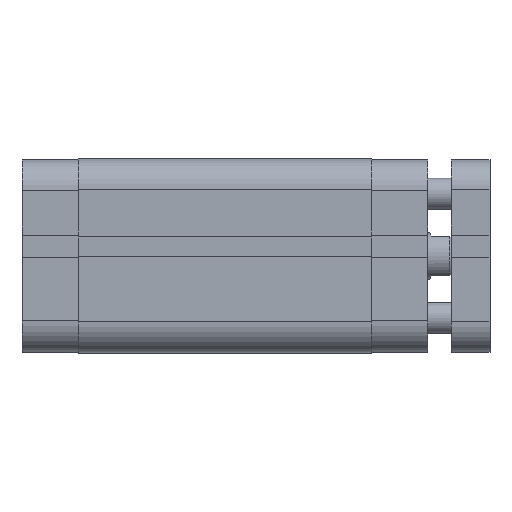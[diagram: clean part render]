
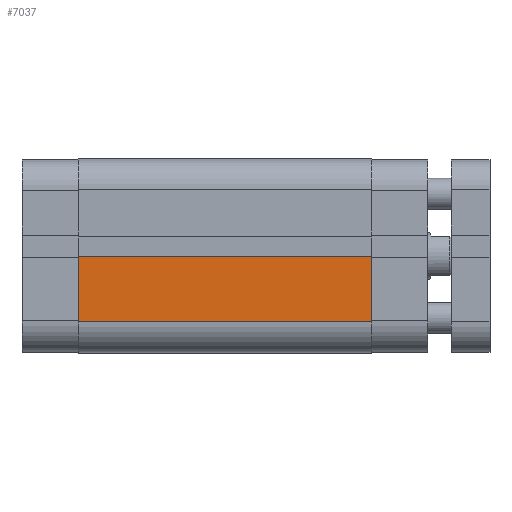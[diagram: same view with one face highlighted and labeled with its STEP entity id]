
A CAD part, top view. The second image highlights one B-rep face of the part: STEP entity #7037.
In plain terms, the highlighted face is planar.
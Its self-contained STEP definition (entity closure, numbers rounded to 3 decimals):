
#660 = EDGE_LOOP ( 'NONE', ( #4355, #4231, #4065, #4143 ) ) ;
#1298 = CARTESIAN_POINT ( 'NONE',  ( 0., -25., 75.5 ) ) ;
#1299 = DIRECTION ( 'NONE',  ( 1., 0., 0. ) ) ;
#1306 = CARTESIAN_POINT ( 'NONE',  ( 0.1, -25., 75.5 ) ) ;
#1307 = DIRECTION ( 'NONE',  ( 0., 0., -1. ) ) ;
#1308 = CARTESIAN_POINT ( 'NONE',  ( 17., -25., 75.5 ) ) ;
#1312 = CARTESIAN_POINT ( 'NONE',  ( 0., -25., 0. ) ) ;
#1314 = DIRECTION ( 'NONE',  ( 0., 0., -1. ) ) ;
#1316 = DIRECTION ( 'NONE',  ( 1., 0., 0. ) ) ;
#2231 = PLANE ( 'NONE',  #6611 ) ;
#2234 = CARTESIAN_POINT ( 'NONE',  ( 0., -25., 75.5 ) ) ;
#2240 = DIRECTION ( 'NONE',  ( 0., 1., 0. ) ) ;
#2241 = DIRECTION ( 'NONE',  ( -1., 0., 0. ) ) ;
#2583 = FACE_OUTER_BOUND ( 'NONE', #660, .T. ) ;
#3903 = CARTESIAN_POINT ( 'NONE',  ( 0.1, -25., 0. ) ) ;
#3904 = CARTESIAN_POINT ( 'NONE',  ( 0.1, -25., 75.5 ) ) ;
#3905 = CARTESIAN_POINT ( 'NONE',  ( 17., -25., 0. ) ) ;
#3906 = CARTESIAN_POINT ( 'NONE',  ( 17., -25., 75.5 ) ) ;
#4065 = ORIENTED_EDGE ( 'NONE', *, *, #6039, .F. ) ;
#4143 = ORIENTED_EDGE ( 'NONE', *, *, #6043, .T. ) ;
#4231 = ORIENTED_EDGE ( 'NONE', *, *, #6046, .F. ) ;
#4355 = ORIENTED_EDGE ( 'NONE', *, *, #6047, .T. ) ;
#5226 = VECTOR ( 'NONE', #1307, 1000. ) ;
#5230 = LINE ( 'NONE', #1306, #5226 ) ;
#5232 = LINE ( 'NONE', #1308, #5248 ) ;
#5235 = LINE ( 'NONE', #1298, #5236 ) ;
#5236 = VECTOR ( 'NONE', #1299, 1000. ) ;
#5241 = LINE ( 'NONE', #1312, #5250 ) ;
#5248 = VECTOR ( 'NONE', #1314, 1000. ) ;
#5250 = VECTOR ( 'NONE', #1316, 1000. ) ;
#6039 = EDGE_CURVE ( 'NONE', #7560, #7562, #5235, .T. ) ;
#6043 = EDGE_CURVE ( 'NONE', #7560, #7559, #5230, .T. ) ;
#6046 = EDGE_CURVE ( 'NONE', #7562, #7561, #5232, .T. ) ;
#6047 = EDGE_CURVE ( 'NONE', #7559, #7561, #5241, .T. ) ;
#6611 = AXIS2_PLACEMENT_3D ( 'NONE', #2234, #2240, #2241 ) ;
#7037 = ADVANCED_FACE ( 'NONE', ( #2583 ), #2231, .F. ) ;
#7559 = VERTEX_POINT ( 'NONE', #3903 ) ;
#7560 = VERTEX_POINT ( 'NONE', #3904 ) ;
#7561 = VERTEX_POINT ( 'NONE', #3905 ) ;
#7562 = VERTEX_POINT ( 'NONE', #3906 ) ;
